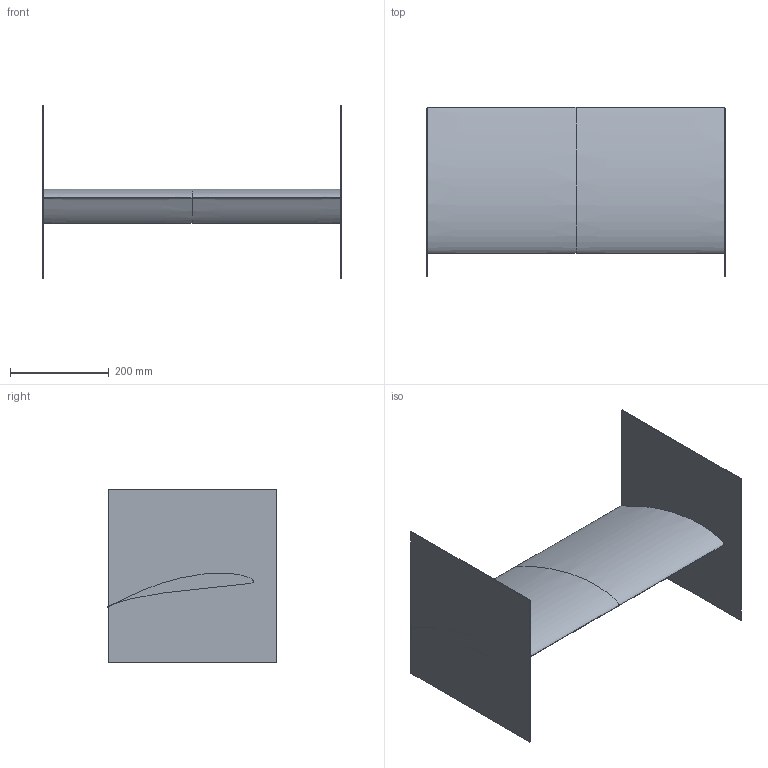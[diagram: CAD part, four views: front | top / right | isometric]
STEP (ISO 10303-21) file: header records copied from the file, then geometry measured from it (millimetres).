
FILE_DESCRIPTION(('CATIA V5 STEP Exchange'),'2;1');
FILE_NAME('AH 79-100 B 10.stp','2018-11-12T11:03:47+00:00',('none'),('none'),'CATIA Version 5 Release 17 (IN-10)','CATIA V5 STEP AP203','none');
FILE_SCHEMA(('CONFIG_CONTROL_DESIGN'));
Length unit declared in the file: millimetre
Products named in the file (1): Part1
Bounding box: 604 x 342.19 x 350 mm (x, y, z)
Volume: 3855963.8 mm3; surface area: 839185.7 mm2
Topology: 1 solids, 1 shells, 18 faces, 42 edges, 27 vertices
Faces by surface type: plane 14, bspline 4
Entity records: 4830 total; most frequent: CARTESIAN_POINT 4438, ORIENTED_EDGE 84, DIRECTION 44, EDGE_CURVE 42, VECTOR 28, LINE 28, VERTEX_POINT 26, ADVANCED_FACE 18
